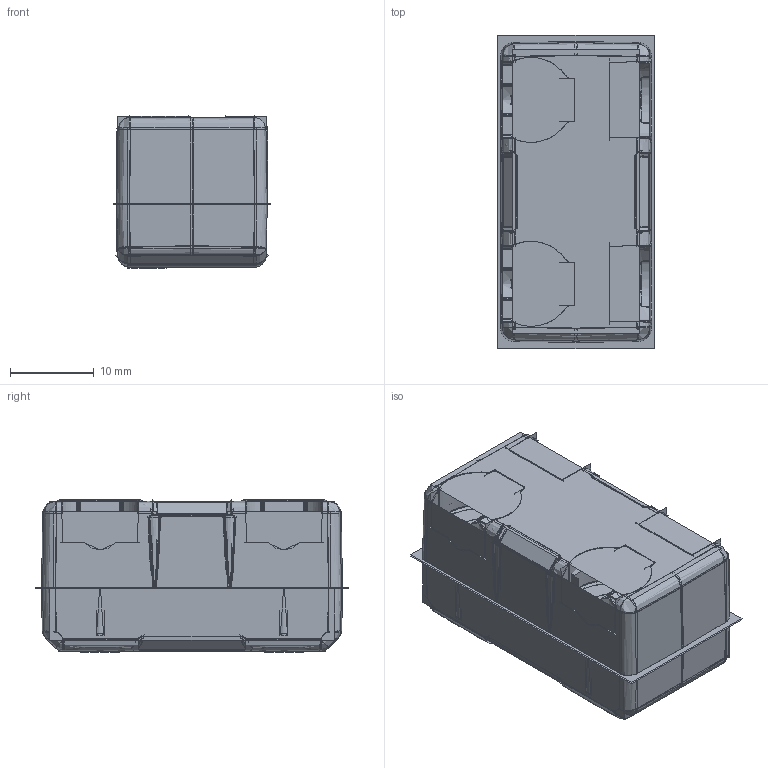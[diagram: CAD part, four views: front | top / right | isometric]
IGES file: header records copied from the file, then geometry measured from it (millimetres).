
Start section:  PTC IGES file: 218343.igs
Global section: file name: 218343.igs; native system: Creo Parametric by PTC Inc.; preprocessor: 2019292; author: PDMAdmin; organization: Unknown; date: 20200710.122800; units: millimetre
Bounding box: 18.72 x 37.44 x 18.27 mm (x, y, z)
Volume: 5605.3 mm3; surface area: 33079.2 mm2
Topology: 1 solids, 1 shells, 3536 faces, 17328 edges, 21373 vertices
Faces by surface type: revolution 1854, bspline 1682
